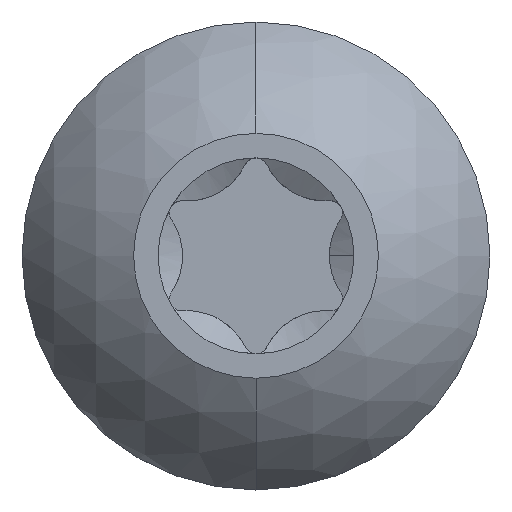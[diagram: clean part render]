
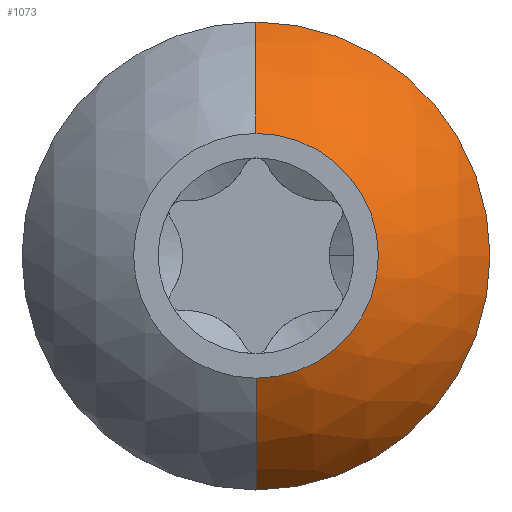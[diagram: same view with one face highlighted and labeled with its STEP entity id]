
A CAD part, top view. The second image highlights one B-rep face of the part: STEP entity #1073.
In plain terms, the highlighted spherical face has radius 0.937 mm.
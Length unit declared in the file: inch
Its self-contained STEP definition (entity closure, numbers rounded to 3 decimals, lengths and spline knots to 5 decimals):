
#8 = DIRECTION ( 'NONE',  ( 0., -1., 0. ) ) ;
#50 = CARTESIAN_POINT ( 'NONE',  ( 0., 0., -0.03272 ) ) ;
#68 = CIRCLE ( 'NONE', #2988, 0.017 ) ;
#100 = CARTESIAN_POINT ( 'NONE',  ( 0., 0., 0. ) ) ;
#134 = CIRCLE ( 'NONE', #158, 0.03688 ) ;
#158 = AXIS2_PLACEMENT_3D ( 'NONE', #184, #1919, #430 ) ;
#178 = AXIS2_PLACEMENT_3D ( 'NONE', #50, #2269, #1783 ) ;
#184 = CARTESIAN_POINT ( 'NONE',  ( 0., 0., -0.03272 ) ) ;
#198 = CIRCLE ( 'NONE', #800, 0.0325 ) ;
#352 = DIRECTION ( 'NONE',  ( 1., 0., 0. ) ) ;
#430 = DIRECTION ( 'NONE',  ( 0., 1., 0. ) ) ;
#481 = CARTESIAN_POINT ( 'NONE',  ( 0., -0.0325, -0.0153 ) ) ;
#560 = CIRCLE ( 'NONE', #1483, 0.0325 ) ;
#785 = DIRECTION ( 'NONE',  ( 0., 0., 1. ) ) ;
#790 = CARTESIAN_POINT ( 'NONE',  ( 0.0325, 0., -0.0153 ) ) ;
#800 = AXIS2_PLACEMENT_3D ( 'NONE', #2290, #785, #2477 ) ;
#912 = CARTESIAN_POINT ( 'NONE',  ( 0., 0., -0.0153 ) ) ;
#1040 = VERTEX_POINT ( 'NONE', #2256 ) ;
#1073 = ADVANCED_FACE ( 'NONE', ( #1233 ), #1832, .T. ) ;
#1096 = EDGE_LOOP ( 'NONE', ( #2747, #2641, #1387, #2049, #2914 ) ) ;
#1158 = DIRECTION ( 'NONE',  ( 1., 0., 0. ) ) ;
#1233 = FACE_OUTER_BOUND ( 'NONE', #1096, .T. ) ;
#1243 = VERTEX_POINT ( 'NONE', #2540 ) ;
#1387 = ORIENTED_EDGE ( 'NONE', *, *, #1897, .T. ) ;
#1480 = DIRECTION ( 'NONE',  ( -1., 0., 0. ) ) ;
#1483 = AXIS2_PLACEMENT_3D ( 'NONE', #912, #2585, #1158 ) ;
#1542 = EDGE_CURVE ( 'NONE', #2960, #1040, #2933, .T. ) ;
#1668 = VERTEX_POINT ( 'NONE', #790 ) ;
#1714 = EDGE_CURVE ( 'NONE', #1040, #3050, #68, .T. ) ;
#1783 = DIRECTION ( 'NONE',  ( 0., -1., 0. ) ) ;
#1832 = SPHERICAL_SURFACE ( 'NONE', #178, 0.03688 ) ;
#1836 = DIRECTION ( 'NONE',  ( 0., 0., 1. ) ) ;
#1897 = EDGE_CURVE ( 'NONE', #1243, #3050, #134, .T. ) ;
#1919 = DIRECTION ( 'NONE',  ( 1., 0., 0. ) ) ;
#2049 = ORIENTED_EDGE ( 'NONE', *, *, #1714, .F. ) ;
#2052 = EDGE_CURVE ( 'NONE', #2960, #1668, #198, .T. ) ;
#2256 = CARTESIAN_POINT ( 'NONE',  ( 0., -0.017, 0. ) ) ;
#2269 = DIRECTION ( 'NONE',  ( 1., 0., 0. ) ) ;
#2290 = CARTESIAN_POINT ( 'NONE',  ( 0., 0., -0.0153 ) ) ;
#2317 = CARTESIAN_POINT ( 'NONE',  ( 0., 0.017, 0. ) ) ;
#2477 = DIRECTION ( 'NONE',  ( 1., 0., 0. ) ) ;
#2540 = CARTESIAN_POINT ( 'NONE',  ( 0., 0.0325, -0.0153 ) ) ;
#2585 = DIRECTION ( 'NONE',  ( 0., 0., 1. ) ) ;
#2641 = ORIENTED_EDGE ( 'NONE', *, *, #2803, .T. ) ;
#2671 = AXIS2_PLACEMENT_3D ( 'NONE', #2885, #1480, #8 ) ;
#2747 = ORIENTED_EDGE ( 'NONE', *, *, #2052, .T. ) ;
#2803 = EDGE_CURVE ( 'NONE', #1668, #1243, #560, .T. ) ;
#2885 = CARTESIAN_POINT ( 'NONE',  ( 0., 0., -0.03272 ) ) ;
#2914 = ORIENTED_EDGE ( 'NONE', *, *, #1542, .F. ) ;
#2933 = CIRCLE ( 'NONE', #2671, 0.03688 ) ;
#2960 = VERTEX_POINT ( 'NONE', #481 ) ;
#2988 = AXIS2_PLACEMENT_3D ( 'NONE', #100, #1836, #352 ) ;
#3050 = VERTEX_POINT ( 'NONE', #2317 ) ;
